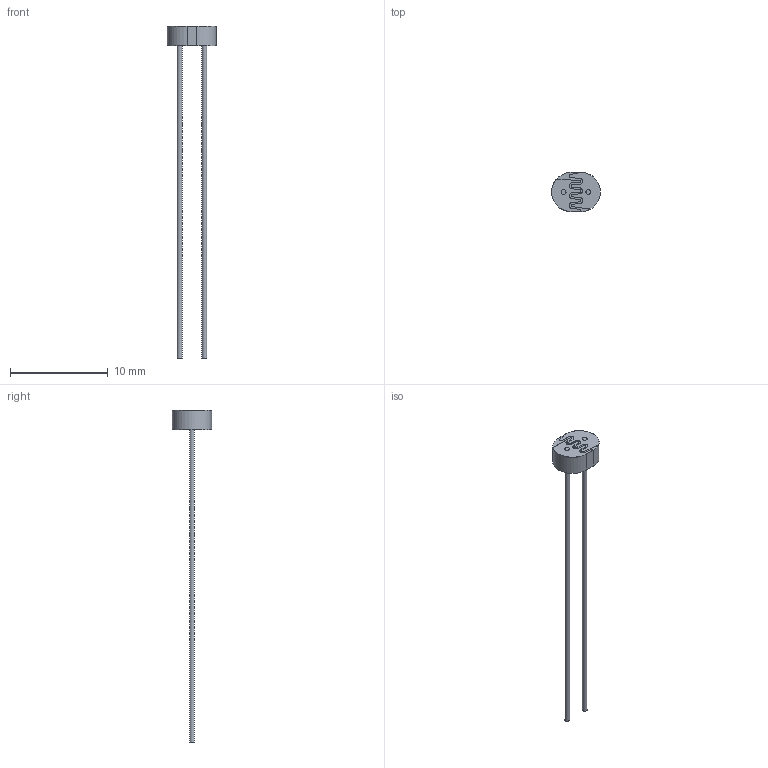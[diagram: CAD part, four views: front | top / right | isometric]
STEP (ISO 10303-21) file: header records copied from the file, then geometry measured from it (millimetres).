
FILE_DESCRIPTION(('FreeCAD Model'),'2;1');
FILE_NAME('LDR-GL5516.step', '2018-12-07T00:23:46',('Author'),(''), 'Open CASCADE STEP processor 7.3','FreeCAD','Unknown');
FILE_SCHEMA(('AUTOMOTIVE_DESIGN_CC2 { 1 2 10303 214 -1 1 5 4 }'));
Length unit declared in the file: millimetre
Products named in the file (4): Pad; Array; Pad003; Pad004
Bounding box: 5.02 x 4.02 x 34 mm (x, y, z)
Volume: 47 mm3; surface area: 198.5 mm2
Topology: 5 solids, 5 shells, 76 faces, 198 edges, 132 vertices
Faces by surface type: plane 42, cylinder 34
Full cylindrical faces by diameter (mm): 0.5 x2
Entity records: 5097 total; most frequent: CARTESIAN_POINT 983, DIRECTION 786, LINE 458, VECTOR 458, ORIENTED_EDGE 396, PCURVE 396, DEFINITIONAL_REPRESENTATION 396, EDGE_CURVE 198
